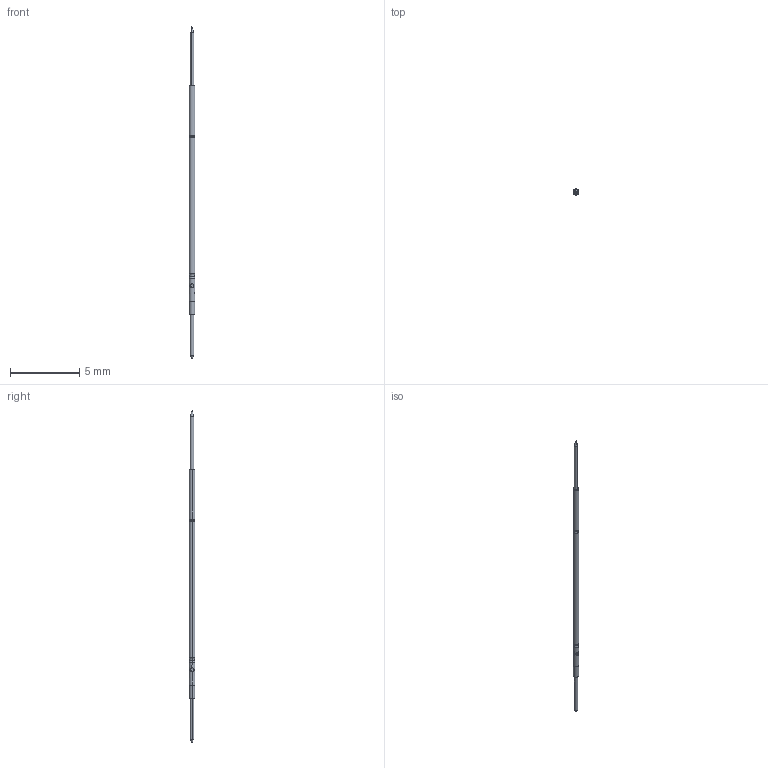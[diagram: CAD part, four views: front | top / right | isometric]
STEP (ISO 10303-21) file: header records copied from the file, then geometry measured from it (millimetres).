
FILE_DESCRIPTION (( 'STEP AP214' ), '1' );
FILE_NAME ('MOD-1029877-F02518B025G040AE.STEP', '2022-08-15T09:15:34', ( '' ), ( '' ), 'SwSTEP 2.0', 'SolidWorks 2020', '' );
FILE_SCHEMA (( 'AUTOMOTIVE_DESIGN' ));
Length unit declared in the file: millimetre
Products named in the file (1): MOD-1029877-F02518B025G040AE
Bounding box: 0.42 x 0.42 x 23.9 mm (x, y, z)
Volume: 2.6 mm3; surface area: 27.5 mm2
Topology: 1 solids, 1 shells, 193 faces, 542 edges, 349 vertices
Faces by surface type: plane 69, bspline 63, cylinder 47, torus 8, cone 6
Entity records: 7371 total; most frequent: CARTESIAN_POINT 2935, ORIENTED_EDGE 1064, DIRECTION 712, EDGE_CURVE 532, VERTEX_POINT 349, AXIS2_PLACEMENT_3D 275, B_SPLINE_CURVE_WITH_KNOTS 218, EDGE_LOOP 201
